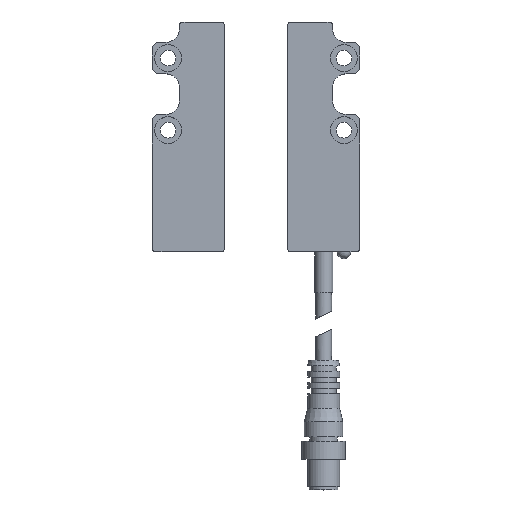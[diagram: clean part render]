
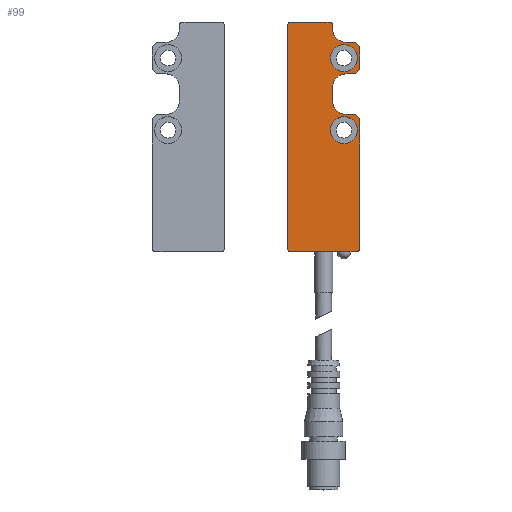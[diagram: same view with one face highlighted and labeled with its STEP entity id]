
A CAD part, top view. The second image highlights one B-rep face of the part: STEP entity #99.
In plain terms, the highlighted planar face has unit normal (0, 0, 1).
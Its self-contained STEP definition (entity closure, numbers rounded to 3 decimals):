
#99=ADVANCED_FACE('',(#257,#258,#259),#260,.T.);
#257=FACE_BOUND('',#514,.T.);
#258=FACE_BOUND('',#515,.T.);
#259=FACE_OUTER_BOUND('',#516,.T.);
#260=PLANE('',#517);
#514=EDGE_LOOP('',(#951,#952));
#515=EDGE_LOOP('',(#953,#954));
#516=EDGE_LOOP('',(#955,#956,#957,#958,#959,#960,#961,#962,#963,#964,#965,#966,#967,#968,#969,#970,#971,#972,#973,#974));
#517=AXIS2_PLACEMENT_3D('',#975,#976,#977);
#951=ORIENTED_EDGE('',*,*,#1586,.T.);
#952=ORIENTED_EDGE('',*,*,#1604,.T.);
#953=ORIENTED_EDGE('',*,*,#1582,.T.);
#954=ORIENTED_EDGE('',*,*,#1607,.T.);
#955=ORIENTED_EDGE('',*,*,#1611,.F.);
#956=ORIENTED_EDGE('',*,*,#1669,.F.);
#957=ORIENTED_EDGE('',*,*,#1666,.F.);
#958=ORIENTED_EDGE('',*,*,#1663,.F.);
#959=ORIENTED_EDGE('',*,*,#1660,.F.);
#960=ORIENTED_EDGE('',*,*,#1657,.F.);
#961=ORIENTED_EDGE('',*,*,#1654,.F.);
#962=ORIENTED_EDGE('',*,*,#1651,.F.);
#963=ORIENTED_EDGE('',*,*,#1648,.F.);
#964=ORIENTED_EDGE('',*,*,#1645,.F.);
#965=ORIENTED_EDGE('',*,*,#1642,.F.);
#966=ORIENTED_EDGE('',*,*,#1639,.F.);
#967=ORIENTED_EDGE('',*,*,#1636,.F.);
#968=ORIENTED_EDGE('',*,*,#1633,.F.);
#969=ORIENTED_EDGE('',*,*,#1630,.F.);
#970=ORIENTED_EDGE('',*,*,#1627,.F.);
#971=ORIENTED_EDGE('',*,*,#1624,.F.);
#972=ORIENTED_EDGE('',*,*,#1621,.F.);
#973=ORIENTED_EDGE('',*,*,#1618,.F.);
#974=ORIENTED_EDGE('',*,*,#1615,.F.);
#975=CARTESIAN_POINT('',(7.72,25.591,7.0));
#976=DIRECTION('',(0.0,0.0,1.0));
#977=DIRECTION('',(1.0,0.0,0.0));
#1582=EDGE_CURVE('',#1860,#1857,#1861,.T.);
#1586=EDGE_CURVE('',#1868,#1865,#1869,.T.);
#1604=EDGE_CURVE('',#1865,#1868,#1898,.T.);
#1607=EDGE_CURVE('',#1857,#1860,#1901,.T.);
#1611=EDGE_CURVE('',#1905,#1906,#1907,.T.);
#1615=EDGE_CURVE('',#1906,#1913,#1914,.T.);
#1618=EDGE_CURVE('',#1913,#1918,#1919,.T.);
#1621=EDGE_CURVE('',#1918,#1923,#1924,.T.);
#1624=EDGE_CURVE('',#1923,#1928,#1929,.T.);
#1627=EDGE_CURVE('',#1928,#1933,#1934,.T.);
#1630=EDGE_CURVE('',#1933,#1938,#1939,.T.);
#1633=EDGE_CURVE('',#1938,#1943,#1944,.T.);
#1636=EDGE_CURVE('',#1943,#1948,#1949,.T.);
#1639=EDGE_CURVE('',#1948,#1953,#1954,.T.);
#1642=EDGE_CURVE('',#1953,#1958,#1959,.T.);
#1645=EDGE_CURVE('',#1958,#1963,#1964,.T.);
#1648=EDGE_CURVE('',#1963,#1968,#1969,.T.);
#1651=EDGE_CURVE('',#1968,#1973,#1974,.T.);
#1654=EDGE_CURVE('',#1973,#1978,#1979,.T.);
#1657=EDGE_CURVE('',#1978,#1983,#1984,.T.);
#1660=EDGE_CURVE('',#1983,#1988,#1989,.T.);
#1663=EDGE_CURVE('',#1988,#1993,#1994,.T.);
#1666=EDGE_CURVE('',#1993,#1998,#1999,.T.);
#1669=EDGE_CURVE('',#1998,#1905,#2003,.T.);
#1857=VERTEX_POINT('',#2307);
#1860=VERTEX_POINT('',#2311);
#1861=CIRCLE('',#2312,3.0);
#1865=VERTEX_POINT('',#2317);
#1868=VERTEX_POINT('',#2321);
#1869=CIRCLE('',#2322,3.0);
#1898=CIRCLE('',#2356,3.0);
#1901=CIRCLE('',#2359,3.0);
#1905=VERTEX_POINT('',#2363);
#1906=VERTEX_POINT('',#2364);
#1907=LINE('',#2365,#2366);
#1913=VERTEX_POINT('',#2375);
#1914=LINE('',#2376,#2377);
#1918=VERTEX_POINT('',#2383);
#1919=LINE('',#2384,#2385);
#1923=VERTEX_POINT('',#2391);
#1924=LINE('',#2392,#2393);
#1928=VERTEX_POINT('',#2399);
#1929=LINE('',#2400,#2401);
#1933=VERTEX_POINT('',#2407);
#1934=CIRCLE('',#2408,3.0);
#1938=VERTEX_POINT('',#2413);
#1939=LINE('',#2414,#2415);
#1943=VERTEX_POINT('',#2421);
#1944=CIRCLE('',#2422,3.0);
#1948=VERTEX_POINT('',#2427);
#1949=LINE('',#2428,#2429);
#1953=VERTEX_POINT('',#2435);
#1954=LINE('',#2436,#2437);
#1958=VERTEX_POINT('',#2443);
#1959=LINE('',#2444,#2445);
#1963=VERTEX_POINT('',#2451);
#1964=CIRCLE('',#2452,0.8);
#1968=VERTEX_POINT('',#2457);
#1969=LINE('',#2458,#2459);
#1973=VERTEX_POINT('',#2465);
#1974=CIRCLE('',#2466,0.8);
#1978=VERTEX_POINT('',#2471);
#1979=LINE('',#2472,#2473);
#1983=VERTEX_POINT('',#2479);
#1984=CIRCLE('',#2480,0.8);
#1988=VERTEX_POINT('',#2485);
#1989=LINE('',#2486,#2487);
#1993=VERTEX_POINT('',#2493);
#1994=CIRCLE('',#2494,0.8);
#1998=VERTEX_POINT('',#2499);
#1999=LINE('',#2500,#2501);
#2003=CIRCLE('',#2507,3.0);
#2307=CARTESIAN_POINT('',(15.5,27.0,7.0));
#2311=CARTESIAN_POINT('',(9.5,27.0,7.0));
#2312=AXIS2_PLACEMENT_3D('',#2892,#2893,#2894);
#2317=CARTESIAN_POINT('',(15.5,43.0,7.0));
#2321=CARTESIAN_POINT('',(9.5,43.0,7.0));
#2322=AXIS2_PLACEMENT_3D('',#2900,#2901,#2902);
#2356=AXIS2_PLACEMENT_3D('',#2944,#2945,#2946);
#2359=AXIS2_PLACEMENT_3D('',#2953,#2954,#2955);
#2363=CARTESIAN_POINT('',(13.,46.5,7.0));
#2364=CARTESIAN_POINT('',(15.,46.5,7.0));
#2365=CARTESIAN_POINT('',(15.,46.5,7.0));
#2366=VECTOR('',#2965,1.0);
#2375=CARTESIAN_POINT('',(16.,45.5,7.0));
#2376=CARTESIAN_POINT('',(16.,45.5,7.0));
#2377=VECTOR('',#2969,1.0);
#2383=CARTESIAN_POINT('',(16.,40.5,7.0));
#2384=CARTESIAN_POINT('',(16.,40.5,7.0));
#2385=VECTOR('',#2972,1.0);
#2391=CARTESIAN_POINT('',(15.,39.5,7.0));
#2392=CARTESIAN_POINT('',(16.,40.5,7.0));
#2393=VECTOR('',#2975,1.0);
#2399=CARTESIAN_POINT('',(13.,39.5,7.0));
#2400=CARTESIAN_POINT('',(15.,39.5,7.0));
#2401=VECTOR('',#2978,1.0);
#2407=CARTESIAN_POINT('',(10.,36.5,7.0));
#2408=AXIS2_PLACEMENT_3D('',#2981,#2982,#2983);
#2413=CARTESIAN_POINT('',(10.,33.5,7.0));
#2414=CARTESIAN_POINT('',(10.,36.5,7.0));
#2415=VECTOR('',#2988,1.0);
#2421=CARTESIAN_POINT('',(13.,30.5,7.0));
#2422=AXIS2_PLACEMENT_3D('',#2991,#2992,#2993);
#2427=CARTESIAN_POINT('',(15.,30.5,7.0));
#2428=CARTESIAN_POINT('',(15.,30.5,7.0));
#2429=VECTOR('',#2998,1.0);
#2435=CARTESIAN_POINT('',(16.,29.5,7.0));
#2436=CARTESIAN_POINT('',(16.,29.5,7.0));
#2437=VECTOR('',#3001,1.0);
#2443=CARTESIAN_POINT('',(16.,0.8,7.0));
#2444=CARTESIAN_POINT('',(16.,0.8,7.0));
#2445=VECTOR('',#3004,1.0);
#2451=CARTESIAN_POINT('',(15.2,0.,7.0));
#2452=AXIS2_PLACEMENT_3D('',#3007,#3008,#3009);
#2457=CARTESIAN_POINT('',(0.8,0.,7.0));
#2458=CARTESIAN_POINT('',(15.2,0.,7.0));
#2459=VECTOR('',#3014,1.0);
#2465=CARTESIAN_POINT('',(0.,0.8,7.0));
#2466=AXIS2_PLACEMENT_3D('',#3017,#3018,#3019);
#2471=CARTESIAN_POINT('',(0.,50.2,7.0));
#2472=CARTESIAN_POINT('',(0.,0.8,7.0));
#2473=VECTOR('',#3024,1.0);
#2479=CARTESIAN_POINT('',(0.8,51.,7.0));
#2480=AXIS2_PLACEMENT_3D('',#3027,#3028,#3029);
#2485=CARTESIAN_POINT('',(9.2,51.,7.0));
#2486=CARTESIAN_POINT('',(9.2,51.,7.0));
#2487=VECTOR('',#3034,1.0);
#2493=CARTESIAN_POINT('',(10.,50.2,7.0));
#2494=AXIS2_PLACEMENT_3D('',#3037,#3038,#3039);
#2499=CARTESIAN_POINT('',(10.,49.5,7.0));
#2500=CARTESIAN_POINT('',(10.,49.5,7.0));
#2501=VECTOR('',#3044,1.0);
#2507=AXIS2_PLACEMENT_3D('',#3047,#3048,#3049);
#2892=CARTESIAN_POINT('',(12.5,27.0,7.0));
#2893=DIRECTION('',(0.0,0.0,-1.0));
#2894=DIRECTION('',(1.0,0.0,0.0));
#2900=CARTESIAN_POINT('',(12.5,43.0,7.0));
#2901=DIRECTION('',(0.0,0.0,-1.0));
#2902=DIRECTION('',(1.0,0.0,0.0));
#2944=CARTESIAN_POINT('',(12.5,43.0,7.0));
#2945=DIRECTION('',(0.0,0.0,-1.0));
#2946=DIRECTION('',(1.0,0.0,0.0));
#2953=CARTESIAN_POINT('',(12.5,27.0,7.0));
#2954=DIRECTION('',(0.0,0.0,-1.0));
#2955=DIRECTION('',(1.0,0.0,0.0));
#2965=DIRECTION('',(1.0,0.0,0.0));
#2969=DIRECTION('',(0.707,-0.707,0.0));
#2972=DIRECTION('',(-0.0,-1.0,-0.0));
#2975=DIRECTION('',(-0.707,-0.707,0.0));
#2978=DIRECTION('',(-1.0,0.,0.0));
#2981=CARTESIAN_POINT('',(13.,36.5,7.0));
#2982=DIRECTION('',(0.0,0.0,1.0));
#2983=DIRECTION('',(1.0,0.0,0.0));
#2988=DIRECTION('',(0.,-1.0,0.0));
#2991=CARTESIAN_POINT('',(13.,33.5,7.0));
#2992=DIRECTION('',(0.0,0.0,1.0));
#2993=DIRECTION('',(1.0,0.0,0.0));
#2998=DIRECTION('',(1.0,0.,0.0));
#3001=DIRECTION('',(0.707,-0.707,0.0));
#3004=DIRECTION('',(0.,-1.0,0.0));
#3007=CARTESIAN_POINT('',(15.2,0.8,7.0));
#3008=DIRECTION('',(0.0,0.0,-1.0));
#3009=DIRECTION('',(1.0,0.0,0.0));
#3014=DIRECTION('',(-1.0,0.,0.0));
#3017=CARTESIAN_POINT('',(0.8,0.8,7.0));
#3018=DIRECTION('',(0.0,0.0,-1.0));
#3019=DIRECTION('',(1.0,0.0,0.0));
#3024=DIRECTION('',(0.,1.0,0.0));
#3027=CARTESIAN_POINT('',(0.8,50.2,7.0));
#3028=DIRECTION('',(0.0,0.0,-1.0));
#3029=DIRECTION('',(1.0,0.0,0.0));
#3034=DIRECTION('',(1.0,0.,0.0));
#3037=CARTESIAN_POINT('',(9.2,50.2,7.0));
#3038=DIRECTION('',(0.0,0.0,-1.0));
#3039=DIRECTION('',(1.0,0.0,0.0));
#3044=DIRECTION('',(0.,-1.0,-0.0));
#3047=CARTESIAN_POINT('',(13.,49.5,7.0));
#3048=DIRECTION('',(0.0,0.0,1.0));
#3049=DIRECTION('',(1.0,0.0,0.0));
